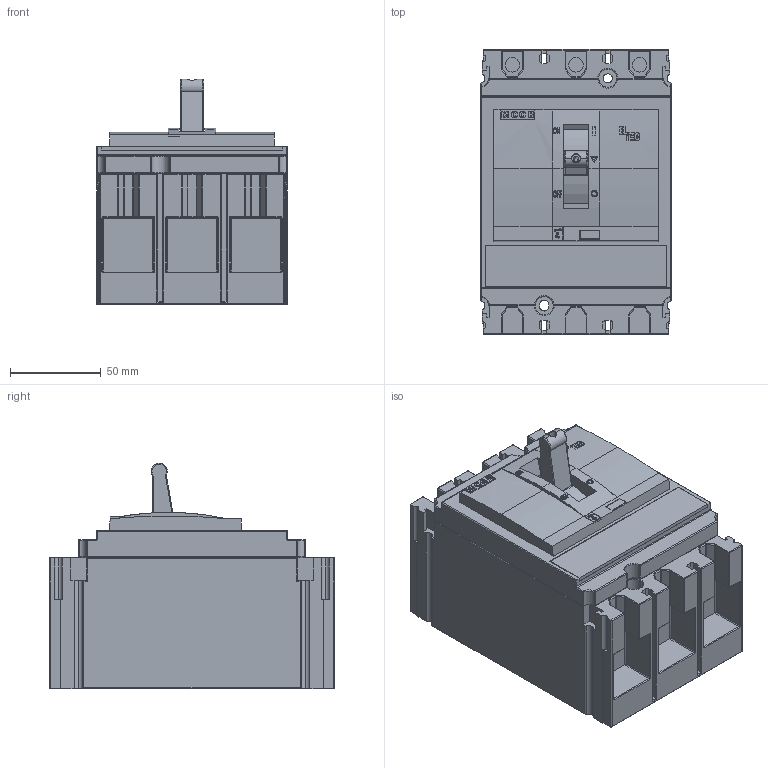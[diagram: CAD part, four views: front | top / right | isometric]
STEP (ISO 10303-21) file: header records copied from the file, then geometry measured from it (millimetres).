
FILE_DESCRIPTION (( 'STEP AP214' ), '1' );
FILE_NAME ('ﾂﾀ-EL6 ELTEC 250 ﾀ.STEP', '2023-05-08T10:59:28', ( '' ), ( '' ), 'SwSTEP 2.0', 'SolidWorks 2019', '' );
FILE_SCHEMA (( 'AUTOMOTIVE_DESIGN' ));
Length unit declared in the file: millimetre
Products named in the file (1): ﾂﾀ-EL6 ELTEC 250 ﾀ
Bounding box: 105 x 157 x 124.02 mm (x, y, z)
Volume: 1283820.2 mm3; surface area: 133687.1 mm2
Topology: 5 solids, 5 shells, 1065 faces, 2671 edges, 1607 vertices
Faces by surface type: plane 454, cylinder 318, bspline 135, torus 96, sphere 62
Entity records: 52415 total; most frequent: CARTESIAN_POINT 16346, ORIENTED_EDGE 5234, DIRECTION 4780, EDGE_CURVE 2617, AXIS2_PLACEMENT_3D 1625, VERTEX_POINT 1607, LINE 1530, VECTOR 1530
